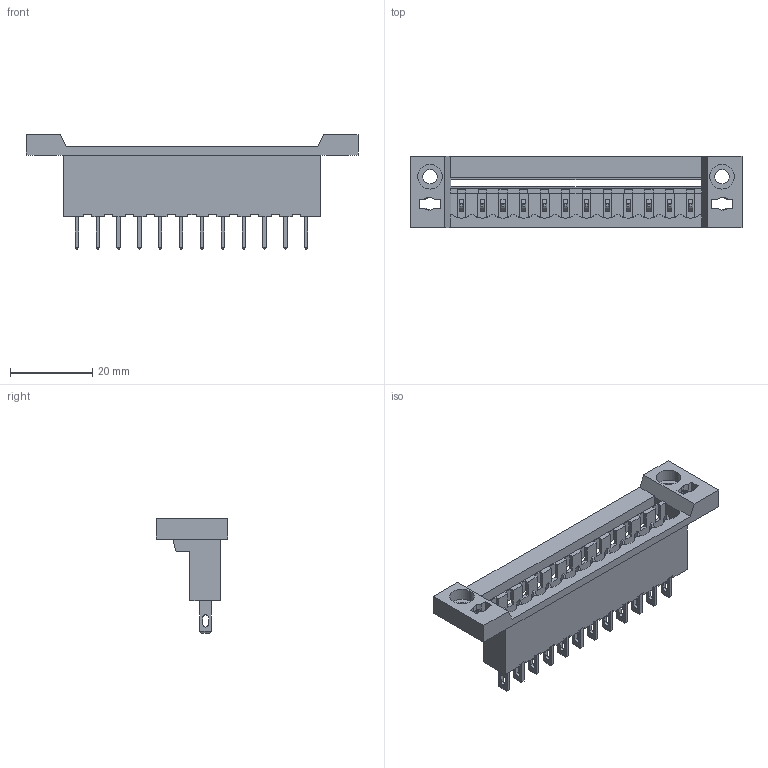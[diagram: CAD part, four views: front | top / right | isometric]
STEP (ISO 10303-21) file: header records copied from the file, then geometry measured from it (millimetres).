
FILE_DESCRIPTION(('CATIA V5 STEP Exchange','CAx-IF Rec.Pracs.--- Model Styling and Organization---1.5--- 2016-08-15','CAx-IF Rec.Pracs.---Supplemental Geometry---1.0---2011-11-01','CAx-IF Rec.Pracs.--- Composite Materials ---1.1---2010-07-15'),'2;1');
FILE_NAME ('D1453091_1', '2024-11-06T09:53:04+00:00', ('none'), ('Weidmueller'), 'CATIA Version 5-6 Release 2022 SP4 HF5', 'CATIA V5 STEP AP214 v3', 'none');
FILE_SCHEMA(('AUTOMOTIVE_DESIGN { 1 0 10303 214 1 1 1 1 }'));
Length unit declared in the file: millimetre
Products named in the file (1): 1599230000
Bounding box: 80.88 x 17.4 x 28 mm (x, y, z)
Volume: 6161.9 mm3; surface area: 10072.6 mm2
Topology: 1 solids, 1 shells, 563 faces, 1705 edges, 1145 vertices
Faces by surface type: plane 503, cylinder 56, extrusion 4
Entity records: 17860 total; most frequent: ORIENTED_EDGE 3410, CARTESIAN_POINT 3241, DIRECTION 2273, EDGE_CURVE 1705, VECTOR 1553, LINE 1549, VERTEX_POINT 1145, EDGE_LOOP 622
